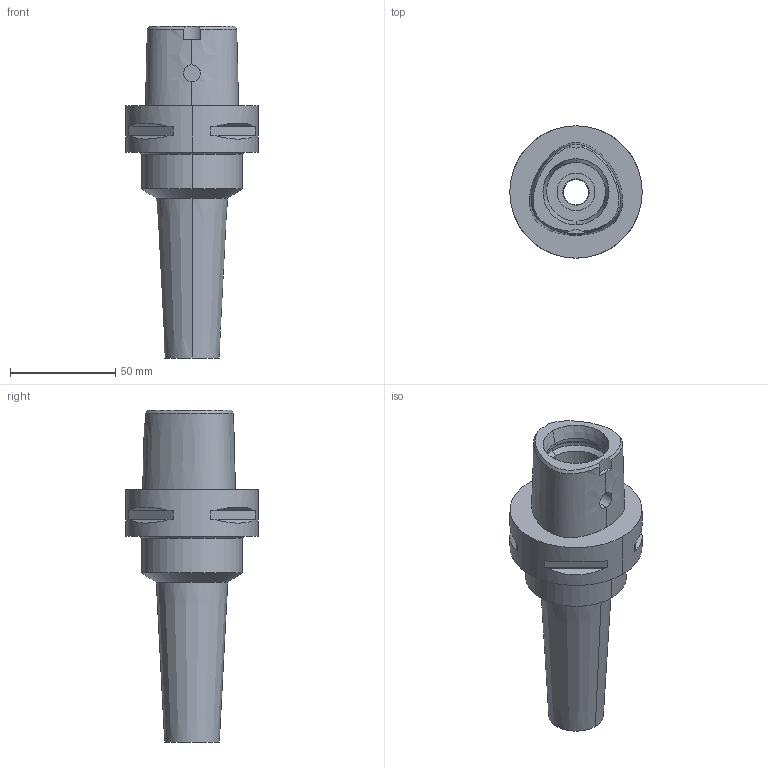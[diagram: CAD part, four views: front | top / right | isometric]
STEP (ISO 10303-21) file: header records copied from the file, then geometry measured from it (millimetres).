
FILE_DESCRIPTION((''),'2;1');
FILE_NAME('C6-HDC12J-120','2021-11-01T',('ykawabe'),(''),'CREO PARAMETRIC BY PTC INC, 2016380','CREO PARAMETRIC BY PTC INC, 2016380','');
FILE_SCHEMA(('AUTOMOTIVE_DESIGN { 1 0 10303 214 1 1 1 1 }'));
Length unit declared in the file: millimetre
Products named in the file (1): C6-HDC12J-120
Bounding box: 63 x 63 x 158 mm (x, y, z)
Volume: 175661.7 mm3; surface area: 33540.4 mm2
Topology: 1 solids, 1 shells, 68 faces, 159 edges, 100 vertices
Faces by surface type: plane 30, cylinder 22, cone 10, bspline 4, torus 2
Entity records: 3635 total; most frequent: CARTESIAN_POINT 1376, DIRECTION 333, ORIENTED_EDGE 318, PRESENTATION_STYLE_ASSIGNMENT 164, STYLED_ITEM 164, CURVE_STYLE 163, EDGE_CURVE 159, AXIS2_PLACEMENT_3D 137
